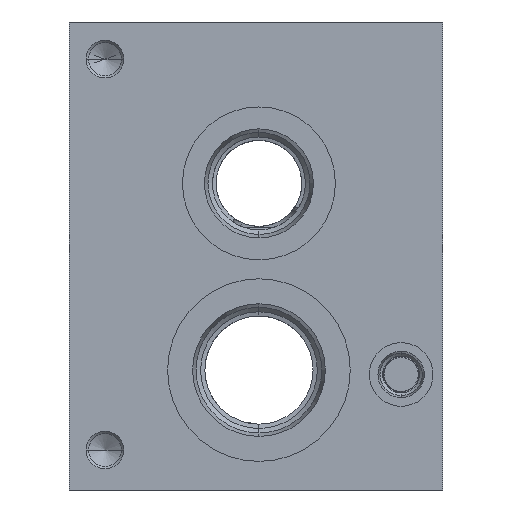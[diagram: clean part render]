
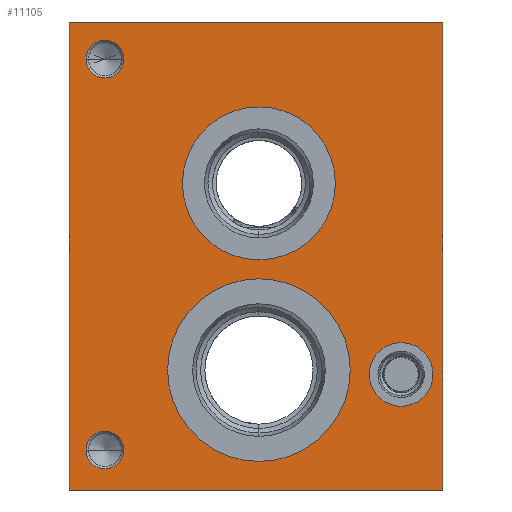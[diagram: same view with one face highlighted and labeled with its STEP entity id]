
A CAD part, front view. The second image highlights one B-rep face of the part: STEP entity #11105.
In plain terms, the highlighted planar face has unit normal (0, -1, 0).
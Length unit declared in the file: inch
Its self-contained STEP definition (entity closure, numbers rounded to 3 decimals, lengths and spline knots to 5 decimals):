
#5=DIRECTION('',(1.,0.,0.));
#6=VECTOR('',#5,3.938);
#7=CARTESIAN_POINT('',(0.,-16.25,0.));
#8=LINE('',#7,#6);
#95=DIRECTION('',(0.,0.,1.));
#96=VECTOR('',#95,4.938);
#97=CARTESIAN_POINT('',(3.938,-16.25,0.));
#98=LINE('',#97,#96);
#599=DIRECTION('',(0.,0.,1.));
#600=VECTOR('',#599,4.938);
#601=CARTESIAN_POINT('',(0.,-16.25,0.));
#602=LINE('',#601,#600);
#603=CARTESIAN_POINT('',(0.375,-16.25,0.422));
#604=DIRECTION('',(0.,1.,0.));
#605=DIRECTION('',(-1.,0.,0.));
#606=AXIS2_PLACEMENT_3D('',#603,#604,#605);
#608=CARTESIAN_POINT('',(0.375,-16.25,0.422));
#609=DIRECTION('',(0.,1.,0.));
#610=DIRECTION('',(1.,0.,0.));
#611=AXIS2_PLACEMENT_3D('',#608,#609,#610);
#613=CARTESIAN_POINT('',(0.375,-16.25,4.546));
#614=DIRECTION('',(0.,1.,0.));
#615=DIRECTION('',(-1.,0.,0.));
#616=AXIS2_PLACEMENT_3D('',#613,#614,#615);
#618=CARTESIAN_POINT('',(0.375,-16.25,4.546));
#619=DIRECTION('',(0.,1.,0.));
#620=DIRECTION('',(1.,0.,0.));
#621=AXIS2_PLACEMENT_3D('',#618,#619,#620);
#623=CARTESIAN_POINT('',(2.,-16.25,1.265));
#624=DIRECTION('',(0.,1.,0.));
#625=DIRECTION('',(0.,0.,-1.));
#626=AXIS2_PLACEMENT_3D('',#623,#624,#625);
#628=CARTESIAN_POINT('',(2.,-16.25,1.265));
#629=DIRECTION('',(0.,1.,0.));
#630=DIRECTION('',(0.,0.,1.));
#631=AXIS2_PLACEMENT_3D('',#628,#629,#630);
#633=CARTESIAN_POINT('',(2.,-16.25,3.235));
#634=DIRECTION('',(0.,1.,0.));
#635=DIRECTION('',(0.,0.,-1.));
#636=AXIS2_PLACEMENT_3D('',#633,#634,#635);
#638=CARTESIAN_POINT('',(2.,-16.25,3.235));
#639=DIRECTION('',(0.,1.,0.));
#640=DIRECTION('',(0.,0.,1.));
#641=AXIS2_PLACEMENT_3D('',#638,#639,#640);
#643=CARTESIAN_POINT('',(3.5,-16.25,1.219));
#644=DIRECTION('',(0.,1.,0.));
#645=DIRECTION('',(0.,0.,-1.));
#646=AXIS2_PLACEMENT_3D('',#643,#644,#645);
#648=CARTESIAN_POINT('',(3.5,-16.25,1.219));
#649=DIRECTION('',(0.,1.,0.));
#650=DIRECTION('',(0.,0.,1.));
#651=AXIS2_PLACEMENT_3D('',#648,#649,#650);
#665=DIRECTION('',(1.,0.,0.));
#666=VECTOR('',#665,3.938);
#667=CARTESIAN_POINT('',(0.,-16.25,4.938));
#668=LINE('',#667,#666);
#9026=CARTESIAN_POINT('',(0.,-16.25,0.));
#9028=VERTEX_POINT('',#9026);
#9029=CARTESIAN_POINT('',(3.938,-16.25,0.));
#9030=VERTEX_POINT('',#9029);
#9034=CARTESIAN_POINT('',(0.,-16.25,4.938));
#9036=VERTEX_POINT('',#9034);
#9037=CARTESIAN_POINT('',(3.938,-16.25,4.938));
#9038=VERTEX_POINT('',#9037);
#10081=CARTESIAN_POINT('',(0.1765,-16.25,0.422));
#10083=VERTEX_POINT('',#10081);
#10085=CARTESIAN_POINT('',(0.5735,-16.25,0.422));
#10087=VERTEX_POINT('',#10085);
#10095=CARTESIAN_POINT('',(0.1765,-16.25,4.546));
#10097=VERTEX_POINT('',#10095);
#10099=CARTESIAN_POINT('',(0.5735,-16.25,4.546));
#10101=VERTEX_POINT('',#10099);
#10103=CARTESIAN_POINT('',(2.,-16.25,0.3015));
#10105=VERTEX_POINT('',#10103);
#10107=CARTESIAN_POINT('',(2.,-16.25,2.2285));
#10109=VERTEX_POINT('',#10107);
#10151=CARTESIAN_POINT('',(2.,-16.25,2.428));
#10153=VERTEX_POINT('',#10151);
#10155=CARTESIAN_POINT('',(2.,-16.25,4.042));
#10157=VERTEX_POINT('',#10155);
#10220=CARTESIAN_POINT('',(3.5,-16.25,0.883));
#10221=CARTESIAN_POINT('',(3.5,-16.25,1.555));
#10222=VERTEX_POINT('',#10220);
#10223=VERTEX_POINT('',#10221);
#11063=CARTESIAN_POINT('',(0.,-16.25,0.));
#11064=DIRECTION('',(0.,-1.,0.));
#11065=DIRECTION('',(1.,0.,0.));
#11066=AXIS2_PLACEMENT_3D('',#11063,#11064,#11065);
#11067=PLANE('',#11066);
#11068=ORIENTED_EDGE('',*,*,#10669,.F.);
#11069=ORIENTED_EDGE('',*,*,#10700,.T.);
#11071=ORIENTED_EDGE('',*,*,#11070,.T.);
#11072=ORIENTED_EDGE('',*,*,#10755,.F.);
#11073=EDGE_LOOP('',(#11068,#11069,#11071,#11072));
#11074=FACE_OUTER_BOUND('',#11073,.F.);
#11076=ORIENTED_EDGE('',*,*,#11075,.F.);
#11078=ORIENTED_EDGE('',*,*,#11077,.F.);
#11079=EDGE_LOOP('',(#11076,#11078));
#11080=FACE_BOUND('',#11079,.F.);
#11082=ORIENTED_EDGE('',*,*,#11081,.F.);
#11084=ORIENTED_EDGE('',*,*,#11083,.F.);
#11085=EDGE_LOOP('',(#11082,#11084));
#11086=FACE_BOUND('',#11085,.F.);
#11088=ORIENTED_EDGE('',*,*,#11087,.F.);
#11090=ORIENTED_EDGE('',*,*,#11089,.F.);
#11091=EDGE_LOOP('',(#11088,#11090));
#11092=FACE_BOUND('',#11091,.F.);
#11094=ORIENTED_EDGE('',*,*,#11093,.F.);
#11096=ORIENTED_EDGE('',*,*,#11095,.F.);
#11097=EDGE_LOOP('',(#11094,#11096));
#11098=FACE_BOUND('',#11097,.F.);
#11100=ORIENTED_EDGE('',*,*,#11099,.F.);
#11102=ORIENTED_EDGE('',*,*,#11101,.F.);
#11103=EDGE_LOOP('',(#11100,#11102));
#11104=FACE_BOUND('',#11103,.F.);
#11105=ADVANCED_FACE('',(#11074,#11080,#11086,#11092,#11098,#11104),#11067,.T.);
#607=CIRCLE('',#606,0.1985);
#612=CIRCLE('',#611,0.1985);
#617=CIRCLE('',#616,0.1985);
#622=CIRCLE('',#621,0.1985);
#627=CIRCLE('',#626,0.9635);
#632=CIRCLE('',#631,0.9635);
#637=CIRCLE('',#636,0.807);
#642=CIRCLE('',#641,0.807);
#647=CIRCLE('',#646,0.336);
#652=CIRCLE('',#651,0.336);
#10669=EDGE_CURVE('',#9028,#9030,#8,.T.);
#10700=EDGE_CURVE('',#9028,#9036,#602,.T.);
#10755=EDGE_CURVE('',#9030,#9038,#98,.T.);
#11070=EDGE_CURVE('',#9036,#9038,#668,.T.);
#11075=EDGE_CURVE('',#10083,#10087,#607,.T.);
#11077=EDGE_CURVE('',#10087,#10083,#612,.T.);
#11081=EDGE_CURVE('',#10097,#10101,#617,.T.);
#11083=EDGE_CURVE('',#10101,#10097,#622,.T.);
#11087=EDGE_CURVE('',#10105,#10109,#627,.T.);
#11089=EDGE_CURVE('',#10109,#10105,#632,.T.);
#11093=EDGE_CURVE('',#10153,#10157,#637,.T.);
#11095=EDGE_CURVE('',#10157,#10153,#642,.T.);
#11099=EDGE_CURVE('',#10222,#10223,#647,.T.);
#11101=EDGE_CURVE('',#10223,#10222,#652,.T.);
